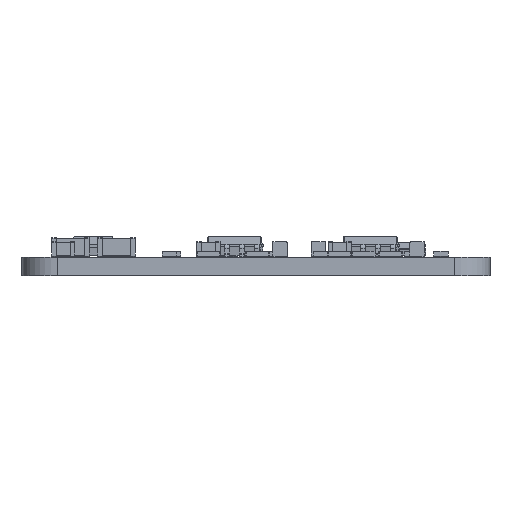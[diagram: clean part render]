
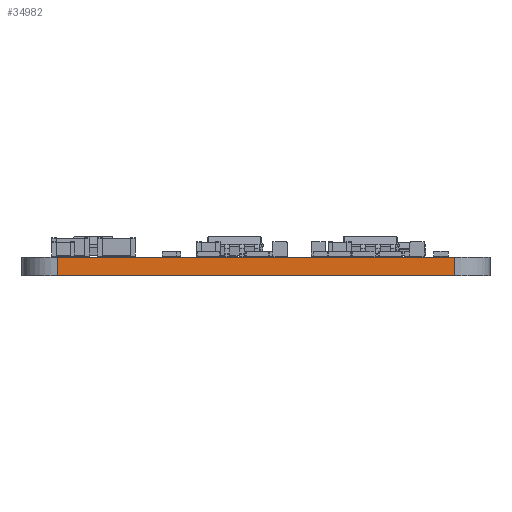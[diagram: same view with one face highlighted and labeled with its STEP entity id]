
A CAD part, left-side view. The second image highlights one B-rep face of the part: STEP entity #34982.
In plain terms, the highlighted planar face has unit normal (-1, 0, 0).
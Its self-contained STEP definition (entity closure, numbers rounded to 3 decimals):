
#34799 = CYLINDRICAL_SURFACE('',#34800,3.);
#34800 = AXIS2_PLACEMENT_3D('',#34801,#34802,#34803);
#34801 = CARTESIAN_POINT('',(57.,-114.,0.));
#34802 = DIRECTION('',(0.,0.,-1.));
#34803 = DIRECTION('',(1.,0.,0.));
#34824 = VERTEX_POINT('',#34825);
#34825 = CARTESIAN_POINT('',(54.,-114.,1.6));
#34840 = PLANE('',#34841);
#34841 = AXIS2_PLACEMENT_3D('',#34842,#34843,#34844);
#34842 = CARTESIAN_POINT('',(79.5,-131.,1.6));
#34843 = DIRECTION('',(0.,0.,1.));
#34844 = DIRECTION('',(1.,0.,0.));
#34852 = EDGE_CURVE('',#34853,#34824,#34855,.T.);
#34853 = VERTEX_POINT('',#34854);
#34854 = CARTESIAN_POINT('',(54.,-114.,0.));
#34855 = SURFACE_CURVE('',#34856,(#34860,#34867),.PCURVE_S1.);
#34856 = LINE('',#34857,#34858);
#34857 = CARTESIAN_POINT('',(54.,-114.,0.));
#34858 = VECTOR('',#34859,1.);
#34859 = DIRECTION('',(0.,0.,1.));
#34860 = PCURVE('',#34799,#34861);
#34861 = DEFINITIONAL_REPRESENTATION('',(#34862),#34866);
#34862 = LINE('',#34863,#34864);
#34863 = CARTESIAN_POINT('',(-3.142,0.));
#34864 = VECTOR('',#34865,1.);
#34865 = DIRECTION('',(0.,-1.));
#34866 = ( GEOMETRIC_REPRESENTATION_CONTEXT(2) 
PARAMETRIC_REPRESENTATION_CONTEXT() REPRESENTATION_CONTEXT('2D SPACE',''
  ) );
#34867 = PCURVE('',#34868,#34873);
#34868 = PLANE('',#34869);
#34869 = AXIS2_PLACEMENT_3D('',#34870,#34871,#34872);
#34870 = CARTESIAN_POINT('',(54.,-114.,0.));
#34871 = DIRECTION('',(1.,0.,0.));
#34872 = DIRECTION('',(0.,-1.,0.));
#34873 = DEFINITIONAL_REPRESENTATION('',(#34874),#34878);
#34874 = LINE('',#34875,#34876);
#34875 = CARTESIAN_POINT('',(0.,0.));
#34876 = VECTOR('',#34877,1.);
#34877 = DIRECTION('',(0.,-1.));
#34878 = ( GEOMETRIC_REPRESENTATION_CONTEXT(2) 
PARAMETRIC_REPRESENTATION_CONTEXT() REPRESENTATION_CONTEXT('2D SPACE',''
  ) );
#34895 = PLANE('',#34896);
#34896 = AXIS2_PLACEMENT_3D('',#34897,#34898,#34899);
#34897 = CARTESIAN_POINT('',(79.5,-131.,0.));
#34898 = DIRECTION('',(0.,0.,1.));
#34899 = DIRECTION('',(1.,0.,0.));
#34982 = ADVANCED_FACE('',(#34983),#34868,.F.);
#34983 = FACE_BOUND('',#34984,.F.);
#34984 = EDGE_LOOP('',(#34985,#34986,#35009,#35037));
#34985 = ORIENTED_EDGE('',*,*,#34852,.T.);
#34986 = ORIENTED_EDGE('',*,*,#34987,.T.);
#34987 = EDGE_CURVE('',#34824,#34988,#34990,.T.);
#34988 = VERTEX_POINT('',#34989);
#34989 = CARTESIAN_POINT('',(54.,-148.,1.6));
#34990 = SURFACE_CURVE('',#34991,(#34995,#35002),.PCURVE_S1.);
#34991 = LINE('',#34992,#34993);
#34992 = CARTESIAN_POINT('',(54.,-114.,1.6));
#34993 = VECTOR('',#34994,1.);
#34994 = DIRECTION('',(0.,-1.,0.));
#34995 = PCURVE('',#34868,#34996);
#34996 = DEFINITIONAL_REPRESENTATION('',(#34997),#35001);
#34997 = LINE('',#34998,#34999);
#34998 = CARTESIAN_POINT('',(0.,-1.6));
#34999 = VECTOR('',#35000,1.);
#35000 = DIRECTION('',(1.,0.));
#35001 = ( GEOMETRIC_REPRESENTATION_CONTEXT(2) 
PARAMETRIC_REPRESENTATION_CONTEXT() REPRESENTATION_CONTEXT('2D SPACE',''
  ) );
#35002 = PCURVE('',#34840,#35003);
#35003 = DEFINITIONAL_REPRESENTATION('',(#35004),#35008);
#35004 = LINE('',#35005,#35006);
#35005 = CARTESIAN_POINT('',(-25.5,17.));
#35006 = VECTOR('',#35007,1.);
#35007 = DIRECTION('',(0.,-1.));
#35008 = ( GEOMETRIC_REPRESENTATION_CONTEXT(2) 
PARAMETRIC_REPRESENTATION_CONTEXT() REPRESENTATION_CONTEXT('2D SPACE',''
  ) );
#35009 = ORIENTED_EDGE('',*,*,#35010,.F.);
#35010 = EDGE_CURVE('',#35011,#34988,#35013,.T.);
#35011 = VERTEX_POINT('',#35012);
#35012 = CARTESIAN_POINT('',(54.,-148.,0.));
#35013 = SURFACE_CURVE('',#35014,(#35018,#35025),.PCURVE_S1.);
#35014 = LINE('',#35015,#35016);
#35015 = CARTESIAN_POINT('',(54.,-148.,0.));
#35016 = VECTOR('',#35017,1.);
#35017 = DIRECTION('',(0.,0.,1.));
#35018 = PCURVE('',#34868,#35019);
#35019 = DEFINITIONAL_REPRESENTATION('',(#35020),#35024);
#35020 = LINE('',#35021,#35022);
#35021 = CARTESIAN_POINT('',(34.,0.));
#35022 = VECTOR('',#35023,1.);
#35023 = DIRECTION('',(0.,-1.));
#35024 = ( GEOMETRIC_REPRESENTATION_CONTEXT(2) 
PARAMETRIC_REPRESENTATION_CONTEXT() REPRESENTATION_CONTEXT('2D SPACE',''
  ) );
#35025 = PCURVE('',#35026,#35031);
#35026 = CYLINDRICAL_SURFACE('',#35027,3.);
#35027 = AXIS2_PLACEMENT_3D('',#35028,#35029,#35030);
#35028 = CARTESIAN_POINT('',(57.,-148.,0.));
#35029 = DIRECTION('',(0.,0.,-1.));
#35030 = DIRECTION('',(1.,0.,0.));
#35031 = DEFINITIONAL_REPRESENTATION('',(#35032),#35036);
#35032 = LINE('',#35033,#35034);
#35033 = CARTESIAN_POINT('',(-3.142,0.));
#35034 = VECTOR('',#35035,1.);
#35035 = DIRECTION('',(0.,-1.));
#35036 = ( GEOMETRIC_REPRESENTATION_CONTEXT(2) 
PARAMETRIC_REPRESENTATION_CONTEXT() REPRESENTATION_CONTEXT('2D SPACE',''
  ) );
#35037 = ORIENTED_EDGE('',*,*,#35038,.F.);
#35038 = EDGE_CURVE('',#34853,#35011,#35039,.T.);
#35039 = SURFACE_CURVE('',#35040,(#35044,#35051),.PCURVE_S1.);
#35040 = LINE('',#35041,#35042);
#35041 = CARTESIAN_POINT('',(54.,-114.,0.));
#35042 = VECTOR('',#35043,1.);
#35043 = DIRECTION('',(0.,-1.,0.));
#35044 = PCURVE('',#34868,#35045);
#35045 = DEFINITIONAL_REPRESENTATION('',(#35046),#35050);
#35046 = LINE('',#35047,#35048);
#35047 = CARTESIAN_POINT('',(0.,0.));
#35048 = VECTOR('',#35049,1.);
#35049 = DIRECTION('',(1.,0.));
#35050 = ( GEOMETRIC_REPRESENTATION_CONTEXT(2) 
PARAMETRIC_REPRESENTATION_CONTEXT() REPRESENTATION_CONTEXT('2D SPACE',''
  ) );
#35051 = PCURVE('',#34895,#35052);
#35052 = DEFINITIONAL_REPRESENTATION('',(#35053),#35057);
#35053 = LINE('',#35054,#35055);
#35054 = CARTESIAN_POINT('',(-25.5,17.));
#35055 = VECTOR('',#35056,1.);
#35056 = DIRECTION('',(0.,-1.));
#35057 = ( GEOMETRIC_REPRESENTATION_CONTEXT(2) 
PARAMETRIC_REPRESENTATION_CONTEXT() REPRESENTATION_CONTEXT('2D SPACE',''
  ) );
